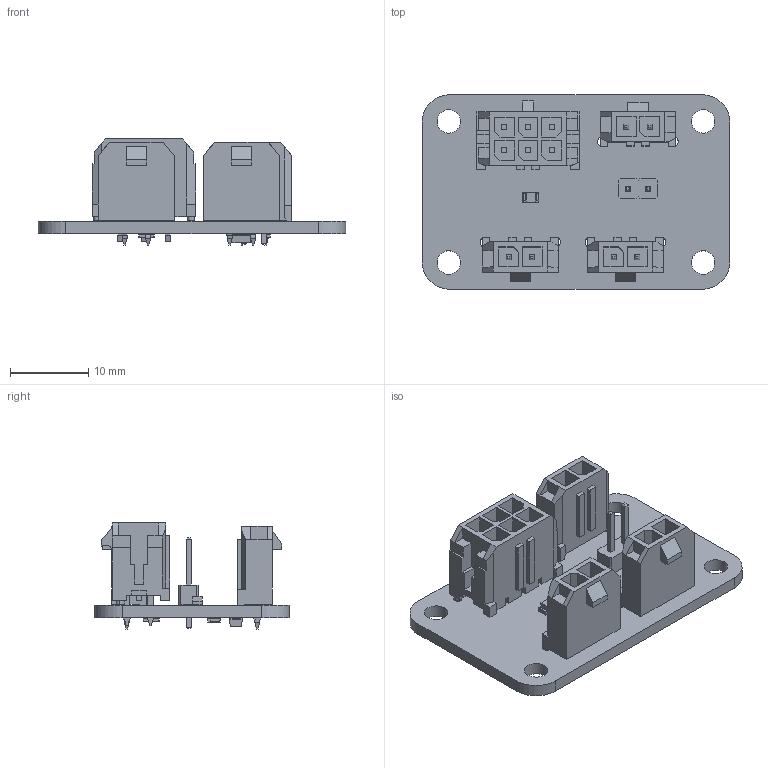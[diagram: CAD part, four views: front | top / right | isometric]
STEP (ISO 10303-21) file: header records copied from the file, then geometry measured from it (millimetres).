
FILE_DESCRIPTION(('KiCad electronic assembly'),'2;1');
FILE_NAME('Controls-MotorControllerBreakout.step','2024-11-18T19:34:47', ('Pcbnew'),('Kicad'),'Open CASCADE STEP processor 7.8', 'KiCad to STEP converter','Unknown');
FILE_SCHEMA(('AUTOMOTIVE_DESIGN { 1 0 10303 214 1 1 1 1 }'));
Length unit declared in the file: millimetre
Products named in the file (16): Controls-MotorControllerBreakout 1; PinHeader_1x02_P2.54mm_Vertical; PinHeader_1x02_P254mm_Vertical; LED_0805_2012Metric; 436500215; 436500215wbm000_01; 430450612; R_0805_2012Metric; D_SOD-123F; D_SOD_123F; Fuse_1206_3216Metric; Controls-MotorControllerBreakout_PCB
Assembly tree (18 placements, depth 3):
  Controls-MotorControllerBreakout 1
    PinHeader_1x02_P2.54mm_Vertical
      PinHeader_1x02_P254mm_Vertical
    LED_0805_2012Metric
      LED_0805_2012Metric
    436500215  x3
      436500215wbm000_01
    430450612
      430450612
    R_0805_2012Metric  x2
      R_0805_2012Metric
    D_SOD-123F
      D_SOD_123F
    Fuse_1206_3216Metric
      Fuse_1206_3216Metric
    Controls-MotorControllerBreakout_PCB
Bounding box: 39.2 x 24.8 x 13.54 mm (x, y, z)
Volume: 2928.3 mm3; surface area: 5152.7 mm2
Topology: 11 solids, 11 shells, 890 faces, 2298 edges, 1500 vertices
Faces by surface type: plane 761, cylinder 115, bspline 10, cone 4
Full cylindrical faces by diameter (mm): 1 x2, 1.02 x14, 1.27 x6, 3 x4
Entity records: 20923 total; most frequent: CARTESIAN_POINT 3493, ORIENTED_EDGE 3312, DIRECTION 3132, EDGE_CURVE 1656, LINE 1478, VECTOR 1478, VERTEX_POINT 1072, AXIS2_PLACEMENT_3D 827
